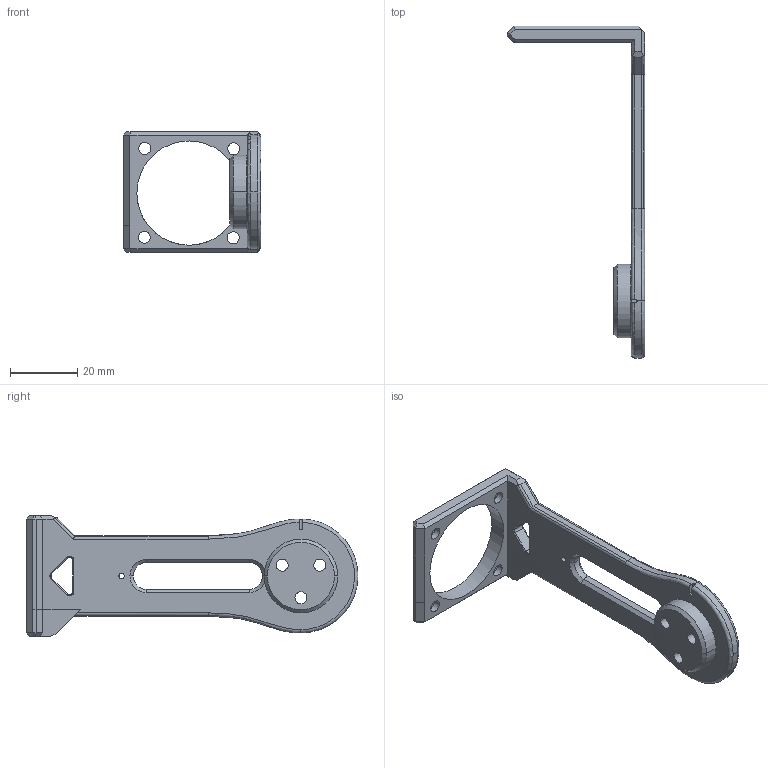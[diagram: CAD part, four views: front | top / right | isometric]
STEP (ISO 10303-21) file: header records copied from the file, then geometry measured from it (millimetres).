
FILE_DESCRIPTION (( 'STEP AP203' ), '1' );
FILE_NAME ('Joint6_Dummy v164 v1.STEP', '2023-12-03T07:54:40', ( '' ), ( '' ), 'SwSTEP 2.0', 'SolidWorks 2022', '' );
FILE_SCHEMA (( 'CONFIG_CONTROL_DESIGN' ));
Length unit declared in the file: millimetre
Products named in the file (1): Joint6_Dummy v164 v1
Bounding box: 41 x 99 x 36 mm (x, y, z)
Volume: 12789.4 mm3; surface area: 8724.5 mm2
Topology: 1 solids, 1 shells, 155 faces, 394 edges, 249 vertices
Faces by surface type: plane 69, cylinder 62, cone 16, bspline 6, torus 2
Entity records: 5086 total; most frequent: CARTESIAN_POINT 1258, ORIENTED_EDGE 788, DIRECTION 767, EDGE_CURVE 394, AXIS2_PLACEMENT_3D 270, VERTEX_POINT 249, VECTOR 227, LINE 227
